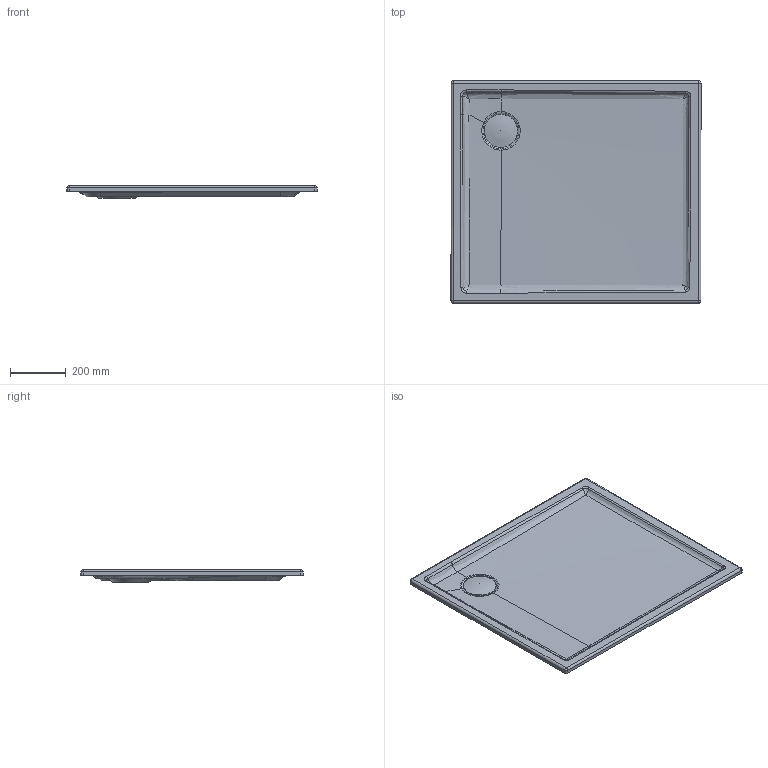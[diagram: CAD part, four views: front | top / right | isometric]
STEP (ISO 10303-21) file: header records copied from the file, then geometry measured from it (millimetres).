
FILE_DESCRIPTION((''),'2;1');
FILE_NAME('720118.stp','2013-06-27T20:22:09',('Administrator'),(''),'Autodesk Inventor 2011','Autodesk Inventor 2011','');
FILE_SCHEMA(('CONFIG_CONTROL_DESIGN'));
Length unit declared in the file: millimetre
Products named in the file (3): 720118; Stopfen_120
Assembly tree (2 placements, depth 2):
  720118
    720118
    Stopfen_120
Bounding box: 900.29 x 800.33 x 45 mm (x, y, z)
Volume: 10588896 mm3; surface area: 1628866.4 mm2
Topology: 2 solids, 2 shells, 122 faces, 295 edges, 171 vertices
Faces by surface type: bspline 51, plane 25, cylinder 20, cone 18, sphere 8
Full cylindrical faces by diameter (mm): 46.019 x1, 59.187 x1, 72.614 x1, 90 x1
Entity records: 12039 total; most frequent: CARTESIAN_POINT 9509, ORIENTED_EDGE 540, DIRECTION 371, EDGE_CURVE 270, VERTEX_POINT 163, AXIS2_PLACEMENT_3D 153, EDGE_LOOP 135, B_SPLINE_CURVE_WITH_KNOTS 122
